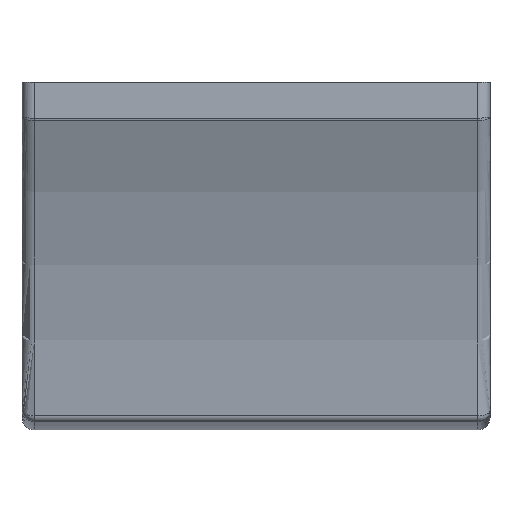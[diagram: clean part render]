
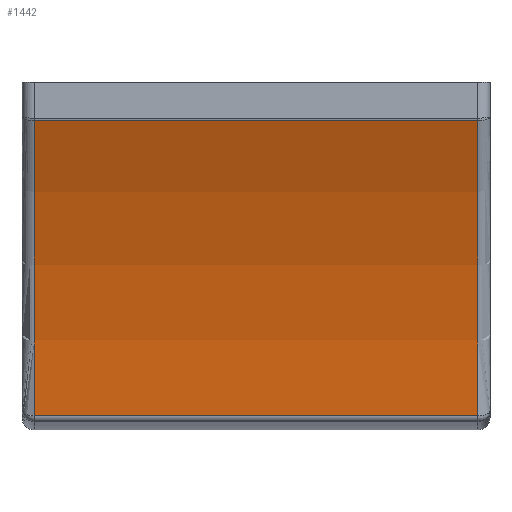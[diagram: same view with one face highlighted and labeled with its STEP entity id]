
A CAD part, front view. The second image highlights one B-rep face of the part: STEP entity #1442.
In plain terms, the highlighted cylindrical face has radius 33.551 mm (diameter 67.101 mm), a partial arc.
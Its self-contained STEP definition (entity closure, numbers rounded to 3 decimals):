
#437=CARTESIAN_POINT('',(18.3,-37.019,-15.046));
#438=DIRECTION('',(-1.,0.,0.));
#439=DIRECTION('',(0.,0.915,0.402));
#440=AXIS2_PLACEMENT_3D('',#437,#438,#439);
#442=DIRECTION('',(-1.,0.,0.));
#443=VECTOR('',#442,17.8);
#444=CARTESIAN_POINT('',(18.3,-3.509,-13.409));
#445=LINE('',#444,#443);
#446=CARTESIAN_POINT('',(0.5,-37.019,-15.046));
#447=DIRECTION('',(1.,0.,0.));
#448=DIRECTION('',(0.,0.999,0.049));
#449=AXIS2_PLACEMENT_3D('',#446,#447,#448);
#451=DIRECTION('',(-1.,0.,0.));
#452=VECTOR('',#451,17.8);
#453=CARTESIAN_POINT('',(18.3,-6.304,-1.548));
#454=LINE('',#453,#452);
#639=CARTESIAN_POINT('',(18.3,-6.304,-1.548));
#640=CARTESIAN_POINT('',(18.3,-3.509,-13.409));
#641=VERTEX_POINT('',#639);
#642=VERTEX_POINT('',#640);
#659=CARTESIAN_POINT('',(0.5,-3.509,-13.409));
#660=CARTESIAN_POINT('',(0.5,-6.304,-1.548));
#661=VERTEX_POINT('',#659);
#662=VERTEX_POINT('',#660);
#1428=CARTESIAN_POINT('',(0.,-37.019,-15.046));
#1429=DIRECTION('',(1.,0.,0.));
#1430=DIRECTION('',(0.,-1.,0.));
#1431=AXIS2_PLACEMENT_3D('',#1428,#1429,#1430);
#1432=CYLINDRICAL_SURFACE('',#1431,33.551);
#1434=ORIENTED_EDGE('',*,*,#1433,.T.);
#1435=ORIENTED_EDGE('',*,*,#1419,.T.);
#1437=ORIENTED_EDGE('',*,*,#1436,.T.);
#1439=ORIENTED_EDGE('',*,*,#1438,.F.);
#1440=EDGE_LOOP('',(#1434,#1435,#1437,#1439));
#1441=FACE_OUTER_BOUND('',#1440,.F.);
#1442=ADVANCED_FACE('',(#1441),#1432,.F.);
#441=CIRCLE('',#440,33.551);
#450=CIRCLE('',#449,33.551);
#1419=EDGE_CURVE('',#642,#661,#445,.T.);
#1433=EDGE_CURVE('',#641,#642,#441,.T.);
#1436=EDGE_CURVE('',#661,#662,#450,.T.);
#1438=EDGE_CURVE('',#641,#662,#454,.T.);
